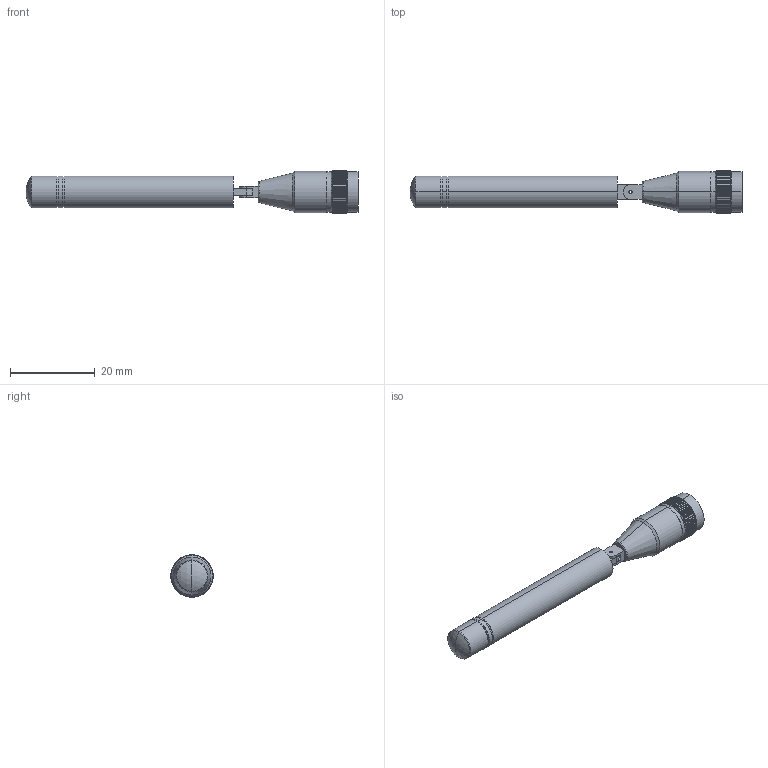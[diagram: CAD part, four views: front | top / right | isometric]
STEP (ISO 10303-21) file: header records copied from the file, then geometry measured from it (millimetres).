
FILE_DESCRIPTION (( 'STEP AP214' ), '1' );
FILE_NAME ('LCANRBD1053_3D.step', '2023-04-10T17:17:54', ( '' ), ( '' ), 'SwSTEP 2.0', 'SolidWorks 2022', '' );
FILE_SCHEMA (( 'AUTOMOTIVE_DESIGN' ));
Length unit declared in the file: inch
Products named in the file (3): LCANRBD1053_SWIVEL; LCANRBD1053_3D; LCANRBD1053
Assembly tree (2 placements, depth 2):
  LCANRBD1053_3D
    LCANRBD1053
    LCANRBD1053_SWIVEL
Bounding box: 78.58 x 10 x 10 mm (x, y, z)
Volume: 3579.9 mm3; surface area: 2270.8 mm2
Topology: 2 solids, 2 shells, 303 faces, 836 edges, 551 vertices
Faces by surface type: plane 166, cylinder 116, cone 12, torus 4, bspline 3, sphere 2
Entity records: 11435 total; most frequent: CARTESIAN_POINT 3373, ORIENTED_EDGE 1672, DIRECTION 1376, EDGE_CURVE 836, VERTEX_POINT 551, AXIS2_PLACEMENT_3D 542, EDGE_LOOP 323, ADVANCED_FACE 303
